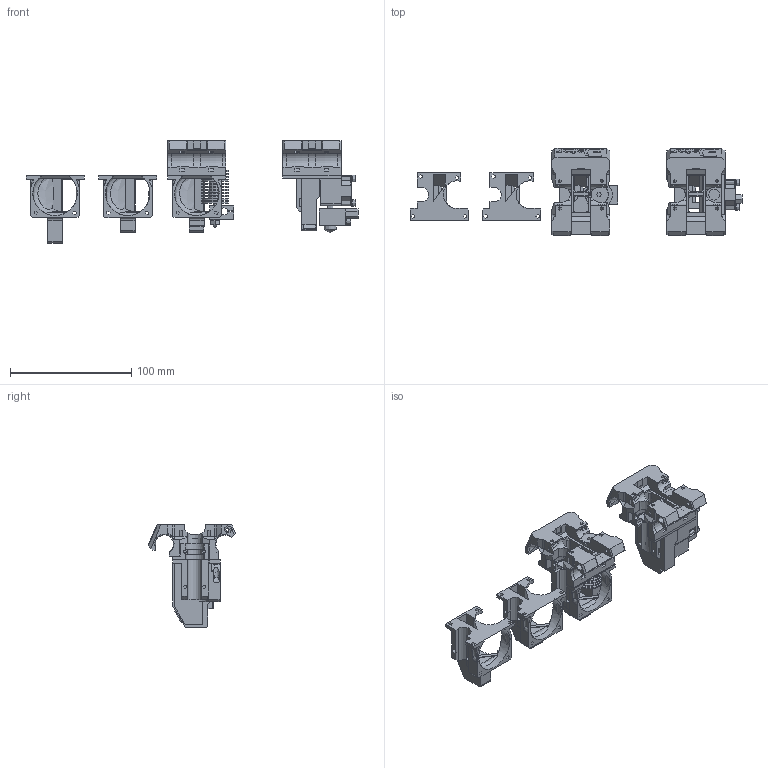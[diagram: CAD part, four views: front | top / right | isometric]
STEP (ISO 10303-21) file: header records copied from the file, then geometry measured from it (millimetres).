
FILE_DESCRIPTION(/* description */ (''),/* implementation_level */ '2;1');
FILE_NAME(/* name */ 'e3D baseModel v14.step',/* time_stamp */ '2016-08-03T14:40:00+02:00',/* author */ (''),/* organization */ (''),/* preprocessor_version */ 'ST-DEVELOPER v16.5',/* originating_system */ 'Autodesk Translation Framework v5.1.0.3141',/* authorisation */ '');
FILE_SCHEMA (('AUTOMOTIVE_DESIGN { 1 0 10303 214 3 1 1 }'));
Products named in the file (17): e3D baseModel v14; cooling_tube v5; cooling_tube_dual; E3D_V6; e3D_volcano; Printhead v18; E3D v3; E3D; unnamed; unnamed (1); unnamed (2); unnamed (3); Printhead v18_1; Cyclops v2; DyzEND-Solid-160215 v1; Component3; dyze_end_fantube
Assembly tree (17 placements, depth 4):
  e3D baseModel v14
    cooling_tube v5
      cooling_tube_dual
    Component3  x2
    E3D_V6
    e3D_volcano
    Printhead v18
    E3D v3
      E3D
        unnamed
        unnamed (1)
        unnamed (2)
        unnamed (3)
    Printhead v18_1
    Cyclops v2
    DyzEND-Solid-160215 v1
    dyze_end_fantube
Bounding box: 274 x 71.88 x 84.29 mm (x, y, z)
Volume: 151404.6 mm3; surface area: 112276.5 mm2
Topology: 14 solids, 14 shells, 1706 faces, 4886 edges, 3231 vertices
Faces by surface type: plane 1094, cylinder 368, bspline 187, cone 49, torus 8
Full cylindrical faces by diameter (mm): 0.5 x1, 1.75 x1, 2 x1, 2.2 x1, 2.8 x2, 2.9 x12, 2.94 x6, 3 x24, 3.2 x22, 4 x3, 4.5 x1, 5 x1, 5.5 x4, 6 x4, 7 x1, 8.6 x3, 8.94 x1, 9.24 x1, 9.68 x1, 10 x1, 10.08 x1, 10.6 x1, 10.8 x1, 11.2 x1, 11.6 x1, 12 x3, 16 x4, 20 x1, 22 x11
Entity records: 61783 total; most frequent: CARTESIAN_POINT 18954, ORIENTED_EDGE 9084, DIRECTION 8170, EDGE_CURVE 4539, LINE 3114, VECTOR 3114, VERTEX_POINT 3090, AXIS2_PLACEMENT_3D 2528
